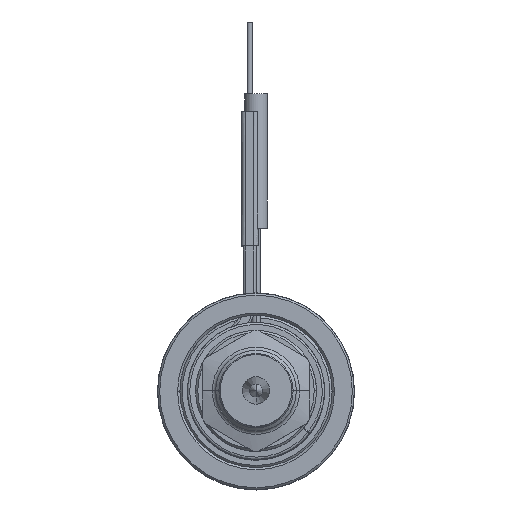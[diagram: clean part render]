
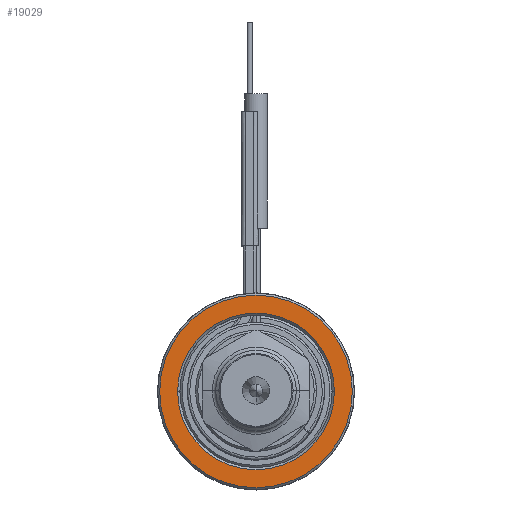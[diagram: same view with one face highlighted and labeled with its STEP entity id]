
A CAD part, top view. The second image highlights one B-rep face of the part: STEP entity #19029.
In plain terms, the highlighted planar face has unit normal (0, 0, 1).
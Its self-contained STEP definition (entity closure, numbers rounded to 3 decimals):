
#6265=CARTESIAN_POINT('',(0.,0.,40.));
#6266=DIRECTION('',(0.,0.,-1.));
#6267=DIRECTION('',(-1.,0.,0.));
#6268=AXIS2_PLACEMENT_3D('',#6265,#6266,#6267);
#6279=CARTESIAN_POINT('',(0.,0.,
40.));
#6280=DIRECTION('',(0.,0.,-1.));
#6281=DIRECTION('',(1.,0.,0.));
#6282=AXIS2_PLACEMENT_3D('',#6279,#6280,#6281);
#6293=CARTESIAN_POINT('',(0.,0.,
40.));
#6294=DIRECTION('',(0.,0.,-1.));
#6295=DIRECTION('',(1.,0.,0.));
#6296=AXIS2_PLACEMENT_3D('',#6293,#6294,#6295);
#6307=CARTESIAN_POINT('',(0.,0.,
40.));
#6308=DIRECTION('',(0.,0.,-1.));
#6309=DIRECTION('',(-1.,0.,0.));
#6310=AXIS2_PLACEMENT_3D('',#6307,#6308,#6309);
#6880=CARTESIAN_POINT('',(21.5,0.,40.));
#6881=CARTESIAN_POINT('',(-21.5,0.,40.));
#6882=VERTEX_POINT('',#6880);
#6883=VERTEX_POINT('',#6881);
#6884=CARTESIAN_POINT('',(17.5,0.,40.));
#6885=CARTESIAN_POINT('',(-17.5,0.,40.));
#6886=VERTEX_POINT('',#6884);
#6887=VERTEX_POINT('',#6885);
#19014=CARTESIAN_POINT('',(0.,0.,40.));
#19015=DIRECTION('',(0.,0.,1.));
#19016=DIRECTION('',(-1.,0.,0.));
#19017=AXIS2_PLACEMENT_3D('',#19014,#19015,#19016);
#19018=PLANE('',#19017);
#19019=ORIENTED_EDGE('',*,*,#18996,.T.);
#19020=ORIENTED_EDGE('',*,*,#18981,.T.);
#19021=EDGE_LOOP('',(#19019,#19020));
#19022=FACE_OUTER_BOUND('',#19021,.F.);
#19024=ORIENTED_EDGE('',*,*,#19023,.F.);
#19026=ORIENTED_EDGE('',*,*,#19025,.F.);
#19027=EDGE_LOOP('',(#19024,#19026));
#19028=FACE_BOUND('',#19027,.F.);
#6269=CIRCLE('',#6268,21.5);
#6283=CIRCLE('',#6282,21.5);
#6297=CIRCLE('',#6296,17.5);
#6311=CIRCLE('',#6310,17.5);
#18981=EDGE_CURVE('',#6883,#6882,#6269,.T.);
#18996=EDGE_CURVE('',#6882,#6883,#6283,.T.);
#19023=EDGE_CURVE('',#6886,#6887,#6297,.T.);
#19025=EDGE_CURVE('',#6887,#6886,#6311,.T.);
#19029=ADVANCED_FACE('',(#19022,#19028),#19018,.T.);
